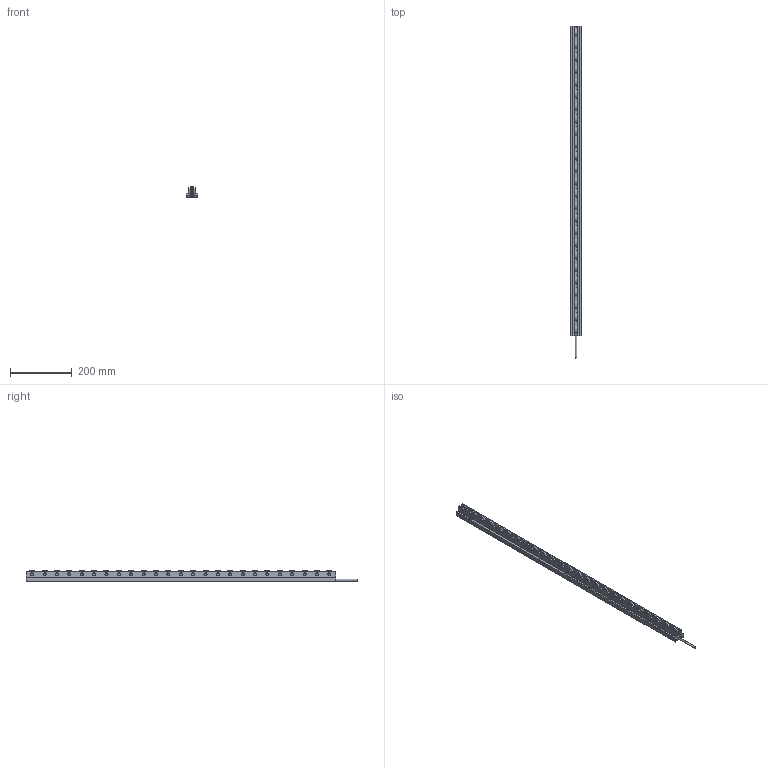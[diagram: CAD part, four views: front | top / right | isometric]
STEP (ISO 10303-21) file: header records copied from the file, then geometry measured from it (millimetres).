
FILE_DESCRIPTION( ( 'Unknown' ), '1' );
FILE_NAME( 'T22 - 1000-40.stp', 'Unknown', ( 'Unknown' ), ( 'Unknown' ), 'XStep 1.0', 'Unknown', ' ' );
FILE_SCHEMA( ( 'automotive_design' ) );
Length unit declared in the file: millimetre
Products named in the file (1): T22 Machined - 1000-40
Bounding box: 37.5 x 1072.5 x 37.95 mm (x, y, z)
Volume: 608888.2 mm3; surface area: 329427 mm2
Topology: 1 solids, 10 shells, 875 faces, 1887 edges, 1167 vertices
Faces by surface type: cylinder 289, plane 239, cone 166, torus 150, bspline 19, offset 12
Full cylindrical faces by diameter (mm): 4 x1, 4.2 x8, 5 x8, 5.2 x4, 6 x1, 10 x104, 14 x50, 24 x50, 28 x25
Entity records: 44475 total; most frequent: CARTESIAN_POINT 21131, DIRECTION 3548, ORIENTED_EDGE 2364, EDGE_LOOP 1662, AXIS2_PLACEMENT_3D 1652, FACE_OUTER_BOUND 1276, EDGE_CURVE 1182, VERTEX_POINT 1046
